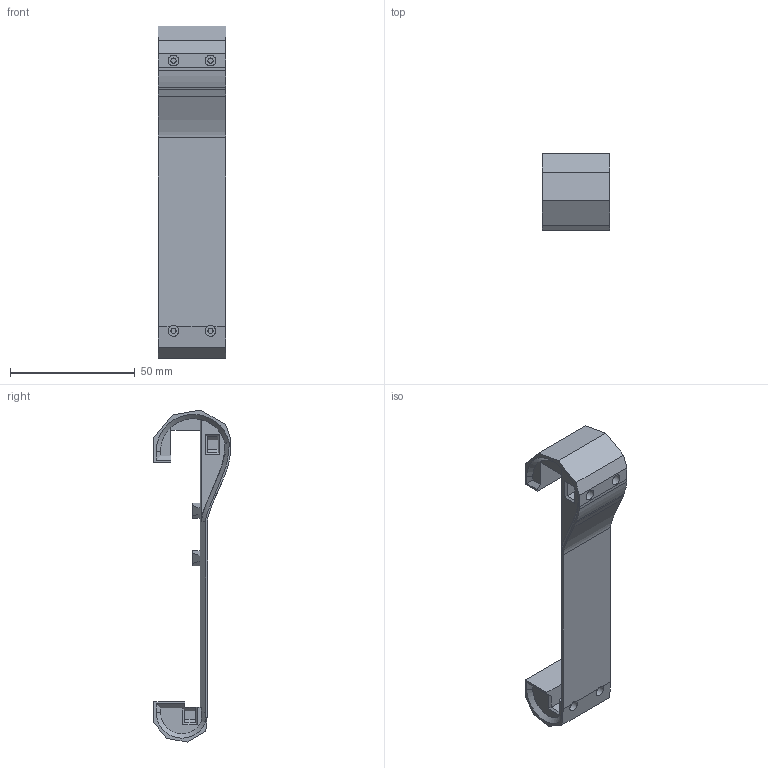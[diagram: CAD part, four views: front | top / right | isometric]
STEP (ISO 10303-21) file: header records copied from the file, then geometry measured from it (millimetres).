
FILE_DESCRIPTION(/* description */ (''),/* implementation_level */ '2;1');
FILE_NAME(/* name */ 'right_side_connector.step',/* time_stamp */ '2022-12-30T23:46:35+01:00',/* author */ (''),/* organization */ (''),/* preprocessor_version */ 'ST-DEVELOPER v19.2',/* originating_system */ 'Autodesk Translation Framework v11.17.0.187',/* authorisation */ '');
FILE_SCHEMA (('AUTOMOTIVE_DESIGN { 1 0 10303 214 3 1 1 }'));
Length unit declared in the file: millimetre
Products named in the file (1): left connect ez print(Mirror)
Bounding box: 27 x 30.73 x 132.97 mm (x, y, z)
Volume: 25140.4 mm3; surface area: 12603.4 mm2
Topology: 1 solids, 1 shells, 137 faces, 368 edges, 237 vertices
Faces by surface type: plane 106, cylinder 13, cone 10, bspline 8
Full cylindrical faces by diameter (mm): 2.1 x4, 3.2 x2, 4.3 x4
Entity records: 4576 total; most frequent: CARTESIAN_POINT 1137, ORIENTED_EDGE 728, DIRECTION 654, EDGE_CURVE 364, LINE 298, VECTOR 298, VERTEX_POINT 237, AXIS2_PLACEMENT_3D 178
